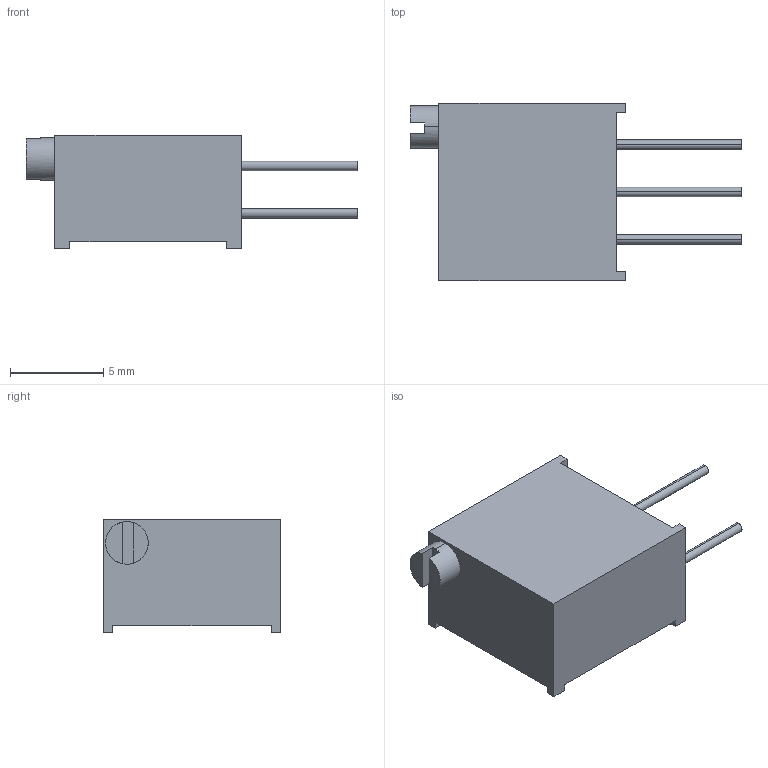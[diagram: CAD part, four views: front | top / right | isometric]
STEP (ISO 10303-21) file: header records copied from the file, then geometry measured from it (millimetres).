
FILE_DESCRIPTION((''),'2;1');
FILE_NAME('3299','2013-08-02T',('MaxM'),('Bourns, Inc.'),'PRO/ENGINEER BY PARAMETRIC TECHNOLOGY CORPORATION, 2012230','PRO/ENGINEER BY PARAMETRIC TECHNOLOGY CORPORATION, 2012230','');
FILE_SCHEMA(('CONFIG_CONTROL_DESIGN'));
Length unit declared in the file: inch
Products named in the file (1): 3299
Bounding box: 17.78 x 9.53 x 6.1 mm (x, y, z)
Volume: 531.5 mm3; surface area: 461.5 mm2
Topology: 1 solids, 1 shells, 36 faces, 90 edges, 60 vertices
Faces by surface type: plane 28, cylinder 8
Entity records: 1114 total; most frequent: CARTESIAN_POINT 186, DIRECTION 182, ORIENTED_EDGE 180, EDGE_CURVE 90, VECTOR 70, LINE 70, VERTEX_POINT 60, AXIS2_PLACEMENT_3D 56
